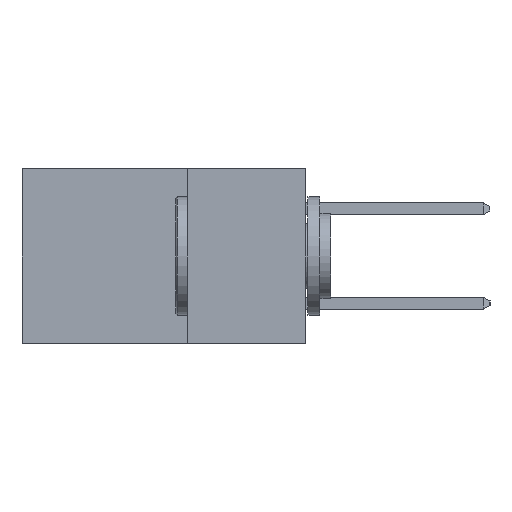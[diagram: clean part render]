
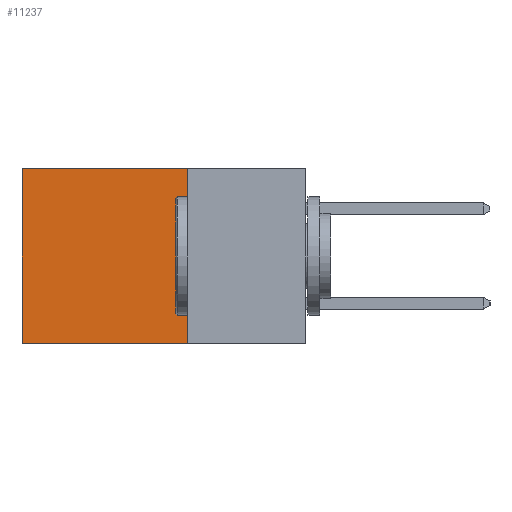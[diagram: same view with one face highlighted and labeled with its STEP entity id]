
A CAD part, left-side view. The second image highlights one B-rep face of the part: STEP entity #11237.
In plain terms, the highlighted planar face has unit normal (-1, 0, 0).
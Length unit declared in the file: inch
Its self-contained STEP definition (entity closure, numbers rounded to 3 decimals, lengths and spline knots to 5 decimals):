
#96 = ORIENTED_EDGE ( 'NONE', *, *, #8289, .T. ) ;
#355 = DIRECTION ( 'NONE',  ( 0., 1., 0. ) ) ;
#387 = CARTESIAN_POINT ( 'NONE',  ( 0.2615, 0.25, 0. ) ) ;
#1170 = ORIENTED_EDGE ( 'NONE', *, *, #5715, .F. ) ;
#1338 = CARTESIAN_POINT ( 'NONE',  ( 0.2615, 0.25, 0. ) ) ;
#2374 = DIRECTION ( 'NONE',  ( 0., 0., -1. ) ) ;
#2410 = CARTESIAN_POINT ( 'NONE',  ( 0.2615, 0.25, -0.37 ) ) ;
#3212 = CARTESIAN_POINT ( 'NONE',  ( 0.2615, 0.6, 0. ) ) ;
#3315 = VERTEX_POINT ( 'NONE', #1338 ) ;
#3618 = AXIS2_PLACEMENT_3D ( 'NONE', #15700, #15393, #15924 ) ;
#3787 = VERTEX_POINT ( 'NONE', #9193 ) ;
#4684 = VECTOR ( 'NONE', #355, 39.37008 ) ;
#5715 = EDGE_CURVE ( 'NONE', #6309, #3787, #10397, .T. ) ;
#6309 = VERTEX_POINT ( 'NONE', #15581 ) ;
#6987 = EDGE_CURVE ( 'NONE', #11847, #3787, #14430, .T. ) ;
#6998 = VECTOR ( 'NONE', #10372, 39.37008 ) ;
#8045 = EDGE_CURVE ( 'NONE', #3315, #6309, #14197, .T. ) ;
#8289 = EDGE_CURVE ( 'NONE', #3315, #11847, #11129, .T. ) ;
#9053 = EDGE_LOOP ( 'NONE', ( #14573, #1170, #11842, #96 ) ) ;
#9193 = CARTESIAN_POINT ( 'NONE',  ( 0.2615, 0.6, -0.37 ) ) ;
#10354 = DIRECTION ( 'NONE',  ( 0., 0., -1. ) ) ;
#10372 = DIRECTION ( 'NONE',  ( 0., 1., 0. ) ) ;
#10397 = LINE ( 'NONE', #10627, #6998 ) ;
#10407 = CARTESIAN_POINT ( 'NONE',  ( 0.2615, 0.6, -0.37 ) ) ;
#10627 = CARTESIAN_POINT ( 'NONE',  ( 0.2615, 0.25, -0.37 ) ) ;
#10783 = VECTOR ( 'NONE', #10354, 39.37008 ) ;
#11129 = LINE ( 'NONE', #387, #4684 ) ;
#11237 = ADVANCED_FACE ( 'NONE', ( #14313 ), #16333, .F. ) ;
#11842 = ORIENTED_EDGE ( 'NONE', *, *, #8045, .F. ) ;
#11847 = VERTEX_POINT ( 'NONE', #3212 ) ;
#13825 = VECTOR ( 'NONE', #2374, 39.37008 ) ;
#14197 = LINE ( 'NONE', #2410, #13825 ) ;
#14313 = FACE_OUTER_BOUND ( 'NONE', #9053, .T. ) ;
#14430 = LINE ( 'NONE', #10407, #10783 ) ;
#14573 = ORIENTED_EDGE ( 'NONE', *, *, #6987, .T. ) ;
#15393 = DIRECTION ( 'NONE',  ( 1., 0., 0. ) ) ;
#15581 = CARTESIAN_POINT ( 'NONE',  ( 0.2615, 0.25, -0.37 ) ) ;
#15700 = CARTESIAN_POINT ( 'NONE',  ( 0.2615, 0.25, -0.37 ) ) ;
#15924 = DIRECTION ( 'NONE',  ( 0., 0., -1. ) ) ;
#16333 = PLANE ( 'NONE',  #3618 ) ;
